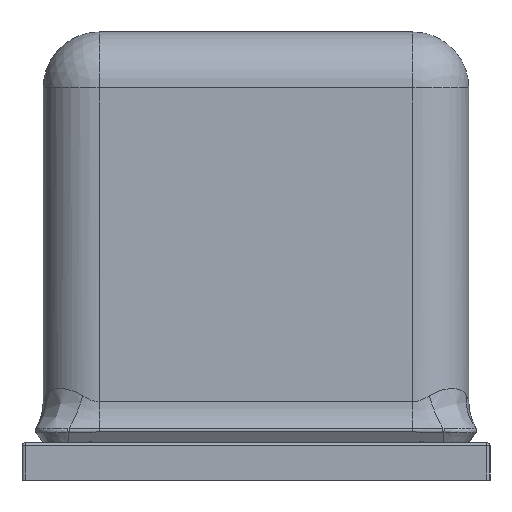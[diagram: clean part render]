
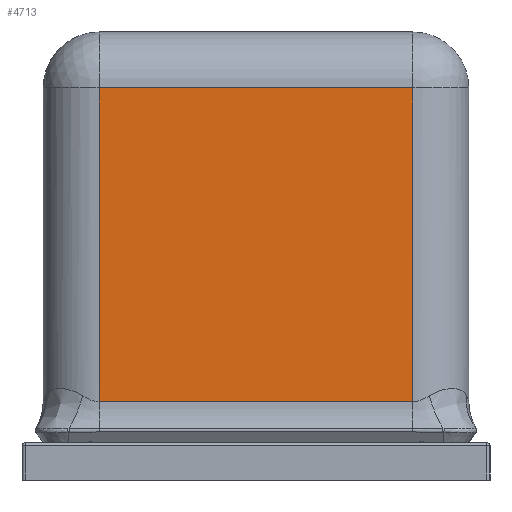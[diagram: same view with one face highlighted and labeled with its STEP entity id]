
A CAD part, left-side view. The second image highlights one B-rep face of the part: STEP entity #4713.
In plain terms, the highlighted planar face has unit normal (-1, 0, 0).
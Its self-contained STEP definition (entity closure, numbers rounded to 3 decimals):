
#759=FACE_OUTER_BOUND('',#1050,.T.);
#1050=EDGE_LOOP('',(#4184,#4185,#4186,#4187));
#1452=LINE('',#9306,#1838);
#1453=LINE('',#9330,#1839);
#1455=LINE('',#9336,#1841);
#1456=LINE('',#9337,#1842);
#1838=VECTOR('',#5801,0.41);
#1839=VECTOR('',#5806,10.);
#1841=VECTOR('',#5812,10.);
#1842=VECTOR('',#5813,10.);
#2276=VERTEX_POINT('',#9298);
#2277=VERTEX_POINT('',#9305);
#2278=VERTEX_POINT('',#9329);
#2280=VERTEX_POINT('',#9335);
#2924=EDGE_CURVE('',#2276,#2277,#1452,.T.);
#2927=EDGE_CURVE('',#2277,#2278,#1453,.T.);
#2930=EDGE_CURVE('',#2280,#2276,#1455,.T.);
#2931=EDGE_CURVE('',#2278,#2280,#1456,.T.);
#4184=ORIENTED_EDGE('',*,*,#2924,.F.);
#4185=ORIENTED_EDGE('',*,*,#2930,.F.);
#4186=ORIENTED_EDGE('',*,*,#2931,.F.);
#4187=ORIENTED_EDGE('',*,*,#2927,.F.);
#4460=PLANE('',#4973);
#4713=ADVANCED_FACE('',(#759),#4460,.T.);
#4973=AXIS2_PLACEMENT_3D('',#9334,#5810,#5811);
#5801=DIRECTION('',(0.,1.,0.));
#5806=DIRECTION('',(0.,0.,1.));
#5810=DIRECTION('center_axis',(-1.,0.,0.));
#5811=DIRECTION('ref_axis',(0.,-1.,0.));
#5812=DIRECTION('',(0.,0.,-1.));
#5813=DIRECTION('',(0.,-1.,0.));
#9298=CARTESIAN_POINT('',(-2.19,-1.26,0.629));
#9305=CARTESIAN_POINT('',(-2.19,1.26,0.629));
#9306=CARTESIAN_POINT('',(-2.19,-1.51,0.629));
#9329=CARTESIAN_POINT('',(-2.19,1.26,3.15));
#9330=CARTESIAN_POINT('',(-2.19,1.26,0.3));
#9334=CARTESIAN_POINT('Origin',(-2.19,1.71,0.3));
#9335=CARTESIAN_POINT('',(-2.19,-1.26,3.15));
#9336=CARTESIAN_POINT('',(-2.19,-1.26,0.3));
#9337=CARTESIAN_POINT('',(-2.19,0.855,3.15));
